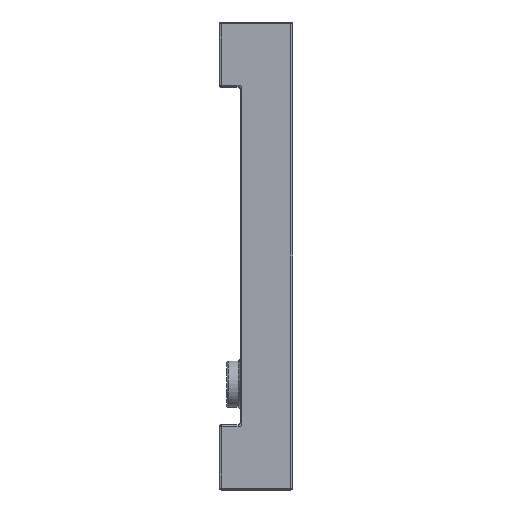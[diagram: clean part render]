
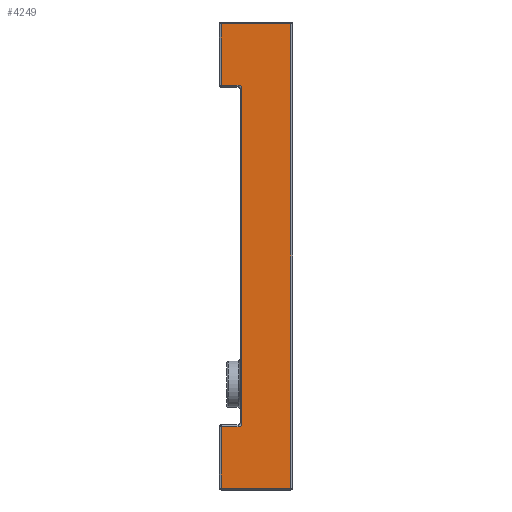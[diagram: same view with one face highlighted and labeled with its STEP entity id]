
A CAD part, left-side view. The second image highlights one B-rep face of the part: STEP entity #4249.
In plain terms, the highlighted planar face has unit normal (-1, 0, 0).
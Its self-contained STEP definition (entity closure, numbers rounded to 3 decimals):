
#272 = DIRECTION ( 'NONE',  ( 0., 1., 0. ) ) ;
#339 = ORIENTED_EDGE ( 'NONE', *, *, #2061, .T. ) ;
#342 = CARTESIAN_POINT ( 'NONE',  ( -17.75, 2.715, -6.465 ) ) ;
#406 = DIRECTION ( 'NONE',  ( 0., 0., -1. ) ) ;
#807 = CARTESIAN_POINT ( 'NONE',  ( -17.75, 1.925, 0. ) ) ;
#1026 = CARTESIAN_POINT ( 'NONE',  ( -17.75, 2.715, 0. ) ) ;
#1090 = VERTEX_POINT ( 'NONE', #5674 ) ;
#1604 = EDGE_CURVE ( 'NONE', #8280, #7770, #12374, .T. ) ;
#1873 = LINE ( 'NONE', #12523, #3968 ) ;
#2061 = EDGE_CURVE ( 'NONE', #13040, #8095, #7824, .T. ) ;
#2182 = CARTESIAN_POINT ( 'NONE',  ( -17.75, 0., -6.465 ) ) ;
#2186 = ORIENTED_EDGE ( 'NONE', *, *, #11427, .T. ) ;
#2554 = LINE ( 'NONE', #807, #10528 ) ;
#2715 = DIRECTION ( 'NONE',  ( 1., 0., 0. ) ) ;
#2785 = CARTESIAN_POINT ( 'NONE',  ( -17.75, 2.715, 6.465 ) ) ;
#2935 = VERTEX_POINT ( 'NONE', #4685 ) ;
#2952 = ORIENTED_EDGE ( 'NONE', *, *, #7564, .T. ) ;
#3256 = DIRECTION ( 'NONE',  ( -1., 0., 0. ) ) ;
#3325 = LINE ( 'NONE', #2182, #11318 ) ;
#3590 = DIRECTION ( 'NONE',  ( -1., 0., 0. ) ) ;
#3656 = CARTESIAN_POINT ( 'NONE',  ( -17.75, 2.715, -8.775 ) ) ;
#3861 = DIRECTION ( 'NONE',  ( 0., -1., 0. ) ) ;
#3968 = VECTOR ( 'NONE', #7408, 1000. ) ;
#4211 = CIRCLE ( 'NONE', #5060, 0.15 ) ;
#4249 = ADVANCED_FACE ( 'NONE', ( #12385 ), #6922, .F. ) ;
#4475 = AXIS2_PLACEMENT_3D ( 'NONE', #5871, #2715, #7963 ) ;
#4685 = CARTESIAN_POINT ( 'NONE',  ( -17.75, 1.925, -6.315 ) ) ;
#4701 = ORIENTED_EDGE ( 'NONE', *, *, #13397, .T. ) ;
#4717 = ORIENTED_EDGE ( 'NONE', *, *, #1604, .T. ) ;
#4958 = DIRECTION ( 'NONE',  ( 0., 0., -1. ) ) ;
#5060 = AXIS2_PLACEMENT_3D ( 'NONE', #9847, #3590, #10880 ) ;
#5635 = EDGE_CURVE ( 'NONE', #6545, #13040, #10429, .T. ) ;
#5674 = CARTESIAN_POINT ( 'NONE',  ( -17.75, 1.925, 6.315 ) ) ;
#5871 = CARTESIAN_POINT ( 'NONE',  ( -17.75, 0., 0. ) ) ;
#6333 = DIRECTION ( 'NONE',  ( 0., 1., 0. ) ) ;
#6463 = CARTESIAN_POINT ( 'NONE',  ( -17.75, 0., 8.775 ) ) ;
#6545 = VERTEX_POINT ( 'NONE', #342 ) ;
#6718 = CARTESIAN_POINT ( 'NONE',  ( -17.75, 0.075, 8.775 ) ) ;
#6922 = PLANE ( 'NONE',  #4475 ) ;
#7167 = EDGE_LOOP ( 'NONE', ( #2952, #4717, #12372, #2186, #8196, #9066, #7970, #339, #4701, #7493 ) ) ;
#7339 = VECTOR ( 'NONE', #12395, 1000. ) ;
#7408 = DIRECTION ( 'NONE',  ( 0., 0., 1. ) ) ;
#7493 = ORIENTED_EDGE ( 'NONE', *, *, #12792, .T. ) ;
#7564 = EDGE_CURVE ( 'NONE', #7818, #8280, #13143, .T. ) ;
#7608 = VECTOR ( 'NONE', #406, 1000. ) ;
#7770 = VERTEX_POINT ( 'NONE', #11220 ) ;
#7818 = VERTEX_POINT ( 'NONE', #13367 ) ;
#7824 = LINE ( 'NONE', #11155, #9935 ) ;
#7919 = DIRECTION ( 'NONE',  ( 0., -1., 0. ) ) ;
#7963 = DIRECTION ( 'NONE',  ( 0., 0., -1. ) ) ;
#7970 = ORIENTED_EDGE ( 'NONE', *, *, #5635, .T. ) ;
#8095 = VERTEX_POINT ( 'NONE', #12751 ) ;
#8196 = ORIENTED_EDGE ( 'NONE', *, *, #9978, .F. ) ;
#8280 = VERTEX_POINT ( 'NONE', #2785 ) ;
#8496 = EDGE_CURVE ( 'NONE', #11841, #6545, #3325, .T. ) ;
#9066 = ORIENTED_EDGE ( 'NONE', *, *, #8496, .T. ) ;
#9350 = AXIS2_PLACEMENT_3D ( 'NONE', #9505, #3256, #10545 ) ;
#9505 = CARTESIAN_POINT ( 'NONE',  ( -17.75, 2.075, 6.315 ) ) ;
#9607 = VECTOR ( 'NONE', #7919, 1000. ) ;
#9724 = CARTESIAN_POINT ( 'NONE',  ( -17.75, 2.715, 0. ) ) ;
#9847 = CARTESIAN_POINT ( 'NONE',  ( -17.75, 2.075, -6.315 ) ) ;
#9935 = VECTOR ( 'NONE', #3861, 1000. ) ;
#9978 = EDGE_CURVE ( 'NONE', #11841, #2935, #4211, .T. ) ;
#9983 = CARTESIAN_POINT ( 'NONE',  ( -17.75, 2.075, -6.465 ) ) ;
#10180 = VECTOR ( 'NONE', #272, 1000. ) ;
#10429 = LINE ( 'NONE', #1026, #7339 ) ;
#10528 = VECTOR ( 'NONE', #4958, 1000. ) ;
#10545 = DIRECTION ( 'NONE',  ( 0., 0., -1. ) ) ;
#10661 = CIRCLE ( 'NONE', #9350, 0.15 ) ;
#10880 = DIRECTION ( 'NONE',  ( 0., 0., -1. ) ) ;
#11155 = CARTESIAN_POINT ( 'NONE',  ( -17.75, 0., -8.775 ) ) ;
#11220 = CARTESIAN_POINT ( 'NONE',  ( -17.75, 2.075, 6.465 ) ) ;
#11318 = VECTOR ( 'NONE', #6333, 1000. ) ;
#11427 = EDGE_CURVE ( 'NONE', #1090, #2935, #2554, .T. ) ;
#11774 = VERTEX_POINT ( 'NONE', #6718 ) ;
#11841 = VERTEX_POINT ( 'NONE', #9983 ) ;
#12213 = EDGE_CURVE ( 'NONE', #1090, #7770, #10661, .T. ) ;
#12372 = ORIENTED_EDGE ( 'NONE', *, *, #12213, .F. ) ;
#12374 = LINE ( 'NONE', #13083, #9607 ) ;
#12385 = FACE_OUTER_BOUND ( 'NONE', #7167, .T. ) ;
#12395 = DIRECTION ( 'NONE',  ( 0., 0., -1. ) ) ;
#12523 = CARTESIAN_POINT ( 'NONE',  ( -17.75, 0.075, 0. ) ) ;
#12594 = LINE ( 'NONE', #6463, #10180 ) ;
#12751 = CARTESIAN_POINT ( 'NONE',  ( -17.75, 0.075, -8.775 ) ) ;
#12792 = EDGE_CURVE ( 'NONE', #11774, #7818, #12594, .T. ) ;
#13040 = VERTEX_POINT ( 'NONE', #3656 ) ;
#13083 = CARTESIAN_POINT ( 'NONE',  ( -17.75, 0., 6.465 ) ) ;
#13143 = LINE ( 'NONE', #9724, #7608 ) ;
#13367 = CARTESIAN_POINT ( 'NONE',  ( -17.75, 2.715, 8.775 ) ) ;
#13397 = EDGE_CURVE ( 'NONE', #8095, #11774, #1873, .T. ) ;
